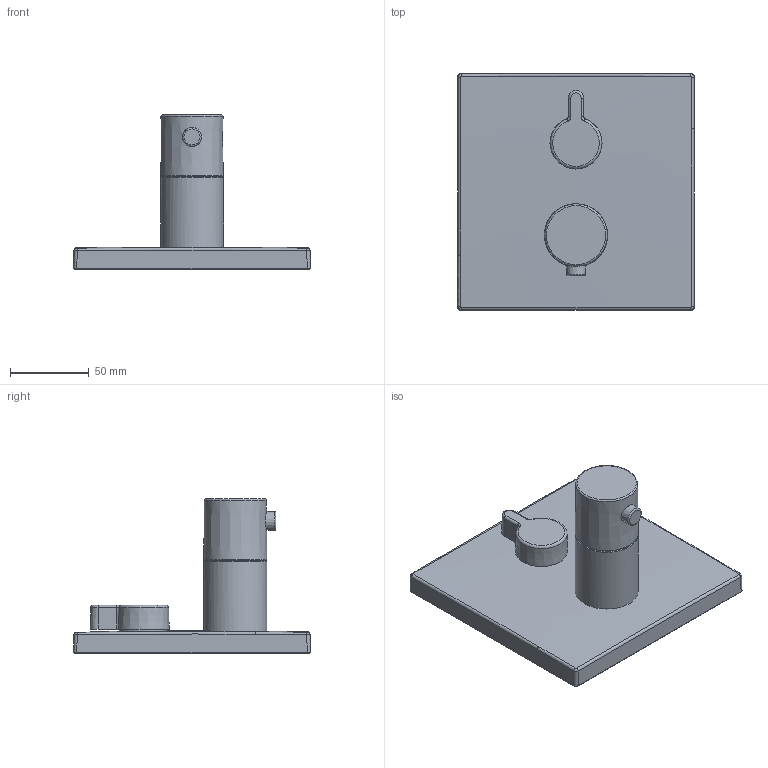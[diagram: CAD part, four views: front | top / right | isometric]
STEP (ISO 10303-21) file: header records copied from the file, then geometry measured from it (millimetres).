
FILE_DESCRIPTION (( 'STEP AP203' ), '1' );
FILE_NAME ('40579073.STEP', '2017-03-09T05:52:52', ( '' ), ( '' ), 'SwSTEP 2.0', 'SolidWorks 2016', '' );
FILE_SCHEMA (( 'CONFIG_CONTROL_DESIGN' ));
Length unit declared in the file: millimetre
Products named in the file (1): 40579073
Bounding box: 149.98 x 149.98 x 97.68 mm (x, y, z)
Volume: 427945.4 mm3; surface area: 65847.7 mm2
Topology: 1 solids, 1 shells, 55 faces, 125 edges, 77 vertices
Faces by surface type: bspline 15, cylinder 13, plane 11, torus 9, cone 4, sphere 3
Full cylindrical faces by diameter (mm): 30.071 x1, 37.572 x1, 40 x1
Entity records: 2990 total; most frequent: CARTESIAN_POINT 1920, ORIENTED_EDGE 218, DIRECTION 148, EDGE_CURVE 109, VERTEX_POINT 71, EDGE_LOOP 70, B_SPLINE_CURVE_WITH_KNOTS 66, AXIS2_PLACEMENT_3D 64
